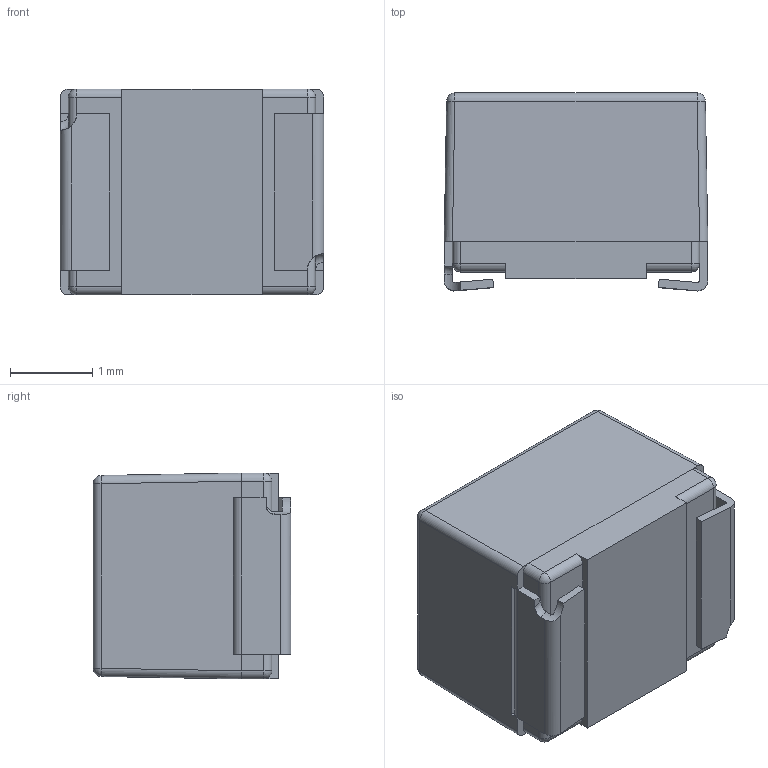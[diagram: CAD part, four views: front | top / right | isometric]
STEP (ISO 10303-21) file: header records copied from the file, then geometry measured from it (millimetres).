
FILE_DESCRIPTION (( 'STEP AP214' ), '1' );
FILE_NAME ('B82422H1103J000.STEP', '2022-02-23T12:55:44', ( '' ), ( '' ), 'SwSTEP 2.0', 'SolidWorks 2017', '' );
FILE_SCHEMA (( 'AUTOMOTIVE_DESIGN' ));
Length unit declared in the file: millimetre
Products named in the file (1): B82422H1103J000
Bounding box: 3.2 x 2.4 x 2.5 mm (x, y, z)
Volume: 17.5 mm3; surface area: 49.3 mm2
Topology: 3 solids, 3 shells, 78 faces, 194 edges, 114 vertices
Faces by surface type: plane 42, cylinder 26, sphere 8, torus 2
Entity records: 2358 total; most frequent: CARTESIAN_POINT 515, ORIENTED_EDGE 372, DIRECTION 370, EDGE_CURVE 186, LINE 124, VECTOR 124, AXIS2_PLACEMENT_3D 123, VERTEX_POINT 114
